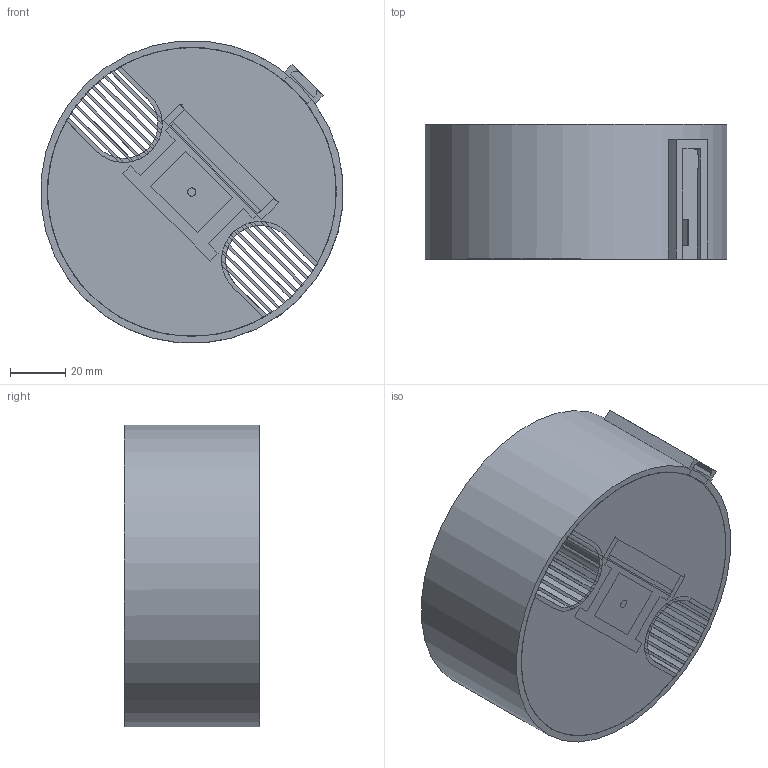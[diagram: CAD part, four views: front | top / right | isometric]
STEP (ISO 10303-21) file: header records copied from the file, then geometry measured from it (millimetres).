
FILE_DESCRIPTION(/* description */ (''),/* implementation_level */ '2;1');
FILE_NAME(/* name */ 'Trichter-bottom v22.step',/* time_stamp */ '2025-06-16T12:47:57+02:00',/* author */ (''),/* organization */ (''),/* preprocessor_version */ 'ST-DEVELOPER v20.1',/* originating_system */ 'Autodesk Translation Framework v14.10.0.0',/* authorisation */ '');
FILE_SCHEMA (('AUTOMOTIVE_DESIGN { 1 0 10303 214 3 1 1 }'));
Length unit declared in the file: millimetre
Products named in the file (3): Trichter-Hyetometer; Gehäuse Wassermessung; Wasserwaage Sommerprojekt v1
Assembly tree (2 placements, depth 3):
  Trichter-Hyetometer
    Gehäuse Wassermessung
      Wasserwaage Sommerprojekt v1
Bounding box: 109.66 x 49.19 x 109.66 mm (x, y, z)
Volume: 139656.2 mm3; surface area: 104366.3 mm2
Topology: 34 solids, 34 shells, 385 faces, 927 edges, 613 vertices
Faces by surface type: plane 319, cylinder 51, bspline 13, cone 2
Full cylindrical faces by diameter (mm): 1.5 x2, 2 x6, 3 x3, 105 x1, 110 x1
Entity records: 11381 total; most frequent: CARTESIAN_POINT 2175, ORIENTED_EDGE 1854, DIRECTION 1837, EDGE_CURVE 927, LINE 763, VECTOR 763, VERTEX_POINT 613, AXIS2_PLACEMENT_3D 537
